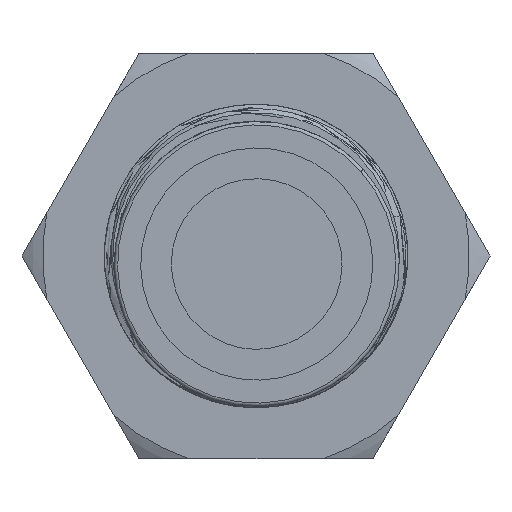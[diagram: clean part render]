
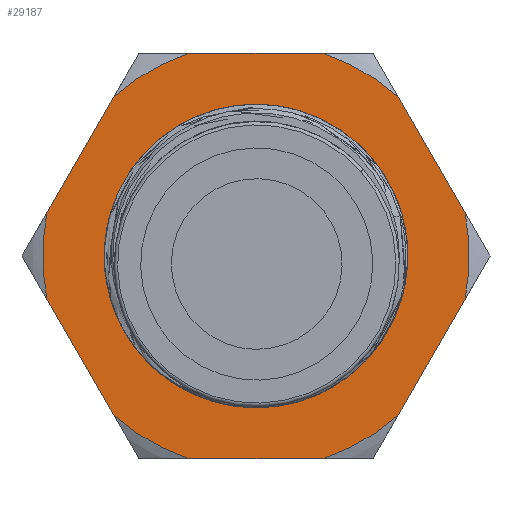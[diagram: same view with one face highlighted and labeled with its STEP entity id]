
A CAD part, front view. The second image highlights one B-rep face of the part: STEP entity #29187.
In plain terms, the highlighted planar face has unit normal (0, -1, 0).
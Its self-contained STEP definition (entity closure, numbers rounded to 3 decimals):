
#13342=CARTESIAN_POINT('',(3.927,0.,11.87));
#13406=CARTESIAN_POINT('',(12.243,0.,
2.534));
#13453=CARTESIAN_POINT('',(8.316,0.,
-9.336));
#13490=CARTESIAN_POINT('',(-3.927,0.,-11.87));
#13554=CARTESIAN_POINT('',(-12.243,0.,
-2.534));
#13601=CARTESIAN_POINT('',(-8.316,0.,
9.336));
#13616=CARTESIAN_POINT('',(0.,0.,0.));
#13617=DIRECTION('',(0.,1.,0.));
#13618=DIRECTION('',(0.314,0.,0.949));
#13619=AXIS2_PLACEMENT_3D('',#13616,#13617,#13618);
#13624=DIRECTION('',(0.5,0.,-0.866));
#13625=VECTOR('',#13624,7.854);
#13626=CARTESIAN_POINT('',(8.316,0.,
9.336));
#13627=LINE('',#13626,#13625);
#13631=CARTESIAN_POINT('',(0.,0.,0.));
#13632=DIRECTION('',(0.,1.,0.));
#13633=DIRECTION('',(0.979,0.,0.203));
#13634=AXIS2_PLACEMENT_3D('',#13631,#13632,#13633);
#13639=DIRECTION('',(-0.5,0.,-0.866));
#13640=VECTOR('',#13639,7.854);
#13641=CARTESIAN_POINT('',(12.243,0.,
-2.534));
#13642=LINE('',#13641,#13640);
#13646=CARTESIAN_POINT('',(0.,0.,0.));
#13647=DIRECTION('',(0.,1.,0.));
#13648=DIRECTION('',(0.665,0.,-0.747));
#13649=AXIS2_PLACEMENT_3D('',#13646,#13647,#13648);
#13654=DIRECTION('',(-1.,0.,0.));
#13655=VECTOR('',#13654,7.854);
#13656=CARTESIAN_POINT('',(3.927,0.,-11.87));
#13657=LINE('',#13656,#13655);
#13661=CARTESIAN_POINT('',(0.,0.,0.));
#13662=DIRECTION('',(0.,1.,0.));
#13663=DIRECTION('',(-0.314,0.,-0.949));
#13664=AXIS2_PLACEMENT_3D('',#13661,#13662,#13663);
#13669=DIRECTION('',(-0.5,0.,0.866));
#13670=VECTOR('',#13669,7.854);
#13671=CARTESIAN_POINT('',(-8.316,0.,
-9.336));
#13672=LINE('',#13671,#13670);
#13676=CARTESIAN_POINT('',(0.,0.,0.));
#13677=DIRECTION('',(0.,1.,0.));
#13678=DIRECTION('',(-0.979,0.,-0.203));
#13679=AXIS2_PLACEMENT_3D('',#13676,#13677,#13678);
#13684=DIRECTION('',(0.5,0.,0.866));
#13685=VECTOR('',#13684,7.854);
#13686=CARTESIAN_POINT('',(-12.243,0.,
2.534));
#13687=LINE('',#13686,#13685);
#13691=CARTESIAN_POINT('',(0.,0.,0.));
#13692=DIRECTION('',(0.,1.,0.));
#13693=DIRECTION('',(-0.665,0.,0.747));
#13694=AXIS2_PLACEMENT_3D('',#13691,#13692,#13693);
#13699=DIRECTION('',(1.,0.,0.));
#13700=VECTOR('',#13699,7.854);
#13701=CARTESIAN_POINT('',(-3.927,0.,11.87));
#13702=LINE('',#13701,#13700);
#13706=CARTESIAN_POINT('',(0.,0.,0.));
#13707=DIRECTION('',(0.,-1.,0.));
#13708=DIRECTION('',(0.,0.,1.));
#13709=AXIS2_PLACEMENT_3D('',#13706,#13707,#13708);
#13714=CARTESIAN_POINT('',(0.,0.,0.));
#13715=DIRECTION('',(0.,-1.,0.));
#13716=DIRECTION('',(0.,0.,-1.));
#13717=AXIS2_PLACEMENT_3D('',#13714,#13715,#13716);
#15427=VERTEX_POINT('',#13342);
#15428=CARTESIAN_POINT('',(-3.927,0.,11.87));
#15429=VERTEX_POINT('',#15428);
#15436=VERTEX_POINT('',#13406);
#15437=CARTESIAN_POINT('',(8.316,0.,
9.336));
#15438=VERTEX_POINT('',#15437);
#15442=VERTEX_POINT('',#13453);
#15443=CARTESIAN_POINT('',(12.243,0.,
-2.534));
#15444=VERTEX_POINT('',#15443);
#15448=VERTEX_POINT('',#13490);
#15449=CARTESIAN_POINT('',(3.927,0.,-11.87));
#15450=VERTEX_POINT('',#15449);
#15454=VERTEX_POINT('',#13554);
#15455=CARTESIAN_POINT('',(-8.316,0.,
-9.336));
#15456=VERTEX_POINT('',#15455);
#15457=VERTEX_POINT('',#13601);
#15458=CARTESIAN_POINT('',(-12.243,0.,
2.534));
#15459=VERTEX_POINT('',#15458);
#15460=CARTESIAN_POINT('',(0.,0.,8.8));
#15461=CARTESIAN_POINT('',(0.,0.,-8.8));
#15462=VERTEX_POINT('',#15460);
#15463=VERTEX_POINT('',#15461);
#29157=CARTESIAN_POINT('',(0.,0.,0.));
#29158=DIRECTION('',(0.,1.,0.));
#29159=DIRECTION('',(1.,0.,0.));
#29160=AXIS2_PLACEMENT_3D('',#29157,#29158,#29159);
#29161=PLANE('',#29160);
#29163=ORIENTED_EDGE('',*,*,#29162,.T.);
#29164=ORIENTED_EDGE('',*,*,#28918,.T.);
#29166=ORIENTED_EDGE('',*,*,#29165,.T.);
#29167=ORIENTED_EDGE('',*,*,#28965,.T.);
#29169=ORIENTED_EDGE('',*,*,#29168,.T.);
#29170=ORIENTED_EDGE('',*,*,#29010,.T.);
#29172=ORIENTED_EDGE('',*,*,#29171,.T.);
#29173=ORIENTED_EDGE('',*,*,#29059,.T.);
#29175=ORIENTED_EDGE('',*,*,#29174,.T.);
#29176=ORIENTED_EDGE('',*,*,#29105,.T.);
#29177=ORIENTED_EDGE('',*,*,#29144,.T.);
#29178=ORIENTED_EDGE('',*,*,#28867,.T.);
#29179=EDGE_LOOP('',(#29163,#29164,#29166,#29167,#29169,#29170,#29172,#29173,
#29175,#29176,#29177,#29178));
#29180=FACE_OUTER_BOUND('',#29179,.F.);
#29182=ORIENTED_EDGE('',*,*,#29181,.T.);
#29184=ORIENTED_EDGE('',*,*,#29183,.T.);
#29185=EDGE_LOOP('',(#29182,#29184));
#29186=FACE_BOUND('',#29185,.F.);
#13620=CIRCLE('',#13619,12.503);
#13635=CIRCLE('',#13634,12.503);
#13650=CIRCLE('',#13649,12.503);
#13665=CIRCLE('',#13664,12.503);
#13680=CIRCLE('',#13679,12.503);
#13695=CIRCLE('',#13694,12.503);
#13710=CIRCLE('',#13709,8.8);
#13718=CIRCLE('',#13717,8.8);
#28867=EDGE_CURVE('',#15429,#15427,#13702,.T.);
#28918=EDGE_CURVE('',#15438,#15436,#13627,.T.);
#28965=EDGE_CURVE('',#15444,#15442,#13642,.T.);
#29010=EDGE_CURVE('',#15450,#15448,#13657,.T.);
#29059=EDGE_CURVE('',#15456,#15454,#13672,.T.);
#29105=EDGE_CURVE('',#15459,#15457,#13687,.T.);
#29144=EDGE_CURVE('',#15457,#15429,#13695,.T.);
#29162=EDGE_CURVE('',#15427,#15438,#13620,.T.);
#29165=EDGE_CURVE('',#15436,#15444,#13635,.T.);
#29168=EDGE_CURVE('',#15442,#15450,#13650,.T.);
#29171=EDGE_CURVE('',#15448,#15456,#13665,.T.);
#29174=EDGE_CURVE('',#15454,#15459,#13680,.T.);
#29181=EDGE_CURVE('',#15462,#15463,#13710,.T.);
#29183=EDGE_CURVE('',#15463,#15462,#13718,.T.);
#29187=ADVANCED_FACE('',(#29180,#29186),#29161,.F.);
